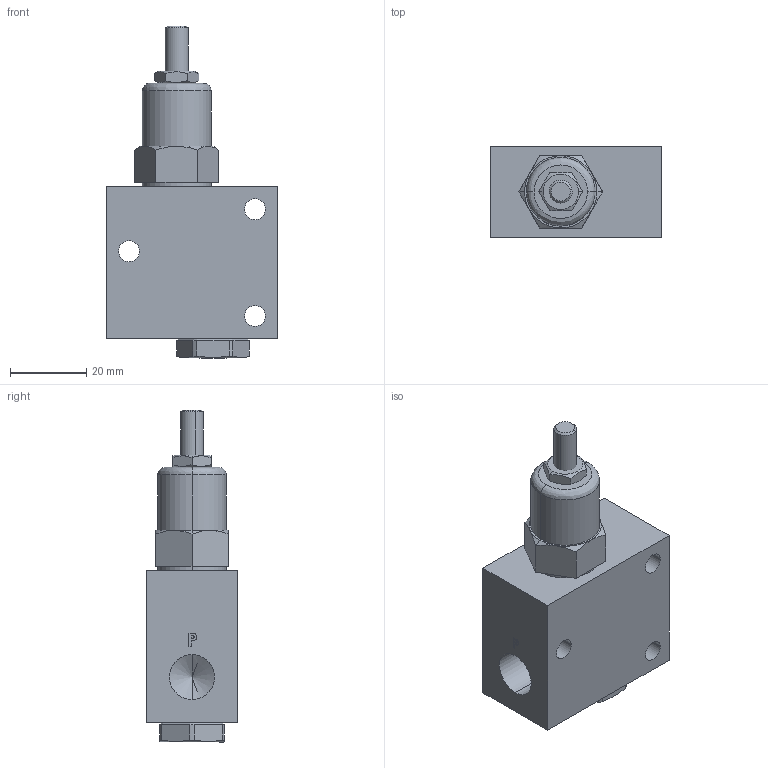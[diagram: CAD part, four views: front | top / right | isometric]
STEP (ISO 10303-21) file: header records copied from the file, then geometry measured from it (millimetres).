
FILE_DESCRIPTION (( 'STEP AP214' ), '1' );
FILE_NAME ('MVI-VSLB1-HC.STEP', '2025-01-09T12:53:04', ( '' ), ( '' ), 'SwSTEP 2.0', 'SolidWorks 2023', '' );
FILE_SCHEMA (( 'AUTOMOTIVE_DESIGN' ));
Length unit declared in the file: millimetre
Products named in the file (1): MVI-VSLB1-HC
Bounding box: 45 x 24 x 87 mm (x, y, z)
Volume: 47279 mm3; surface area: 16426.9 mm2
Topology: 5 solids, 5 shells, 327 faces, 813 edges, 523 vertices
Faces by surface type: plane 178, bspline 56, cylinder 56, cone 37
Entity records: 12758 total; most frequent: CARTESIAN_POINT 5276, ORIENTED_EDGE 1606, DIRECTION 1345, EDGE_CURVE 803, VERTEX_POINT 523, VECTOR 513, LINE 513, AXIS2_PLACEMENT_3D 416
